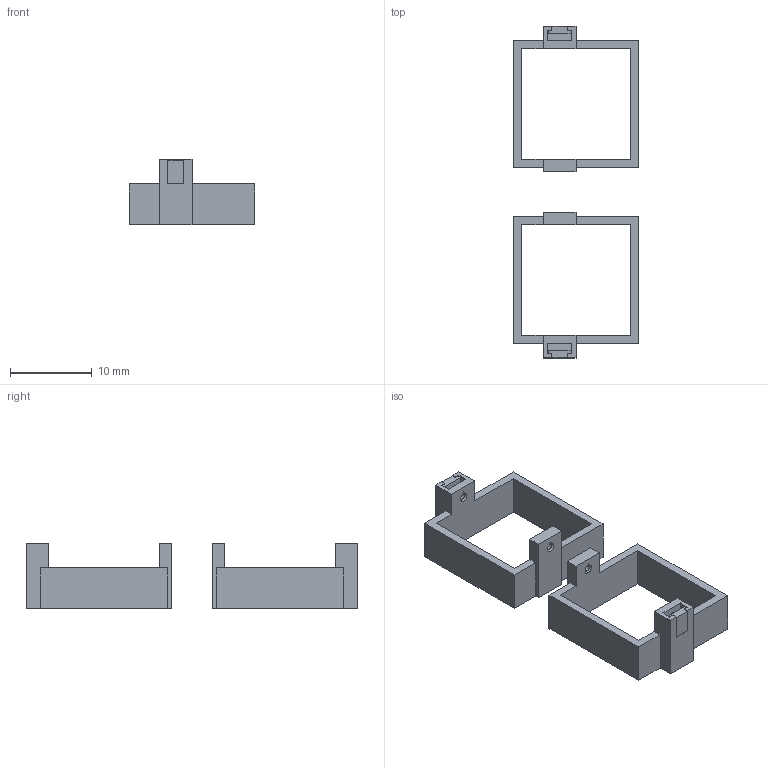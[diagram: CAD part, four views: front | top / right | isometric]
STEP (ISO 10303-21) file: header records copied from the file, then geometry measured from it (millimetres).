
FILE_DESCRIPTION(/* description */ (''),/* implementation_level */ '2;1');
FILE_NAME(/* name */ 'choc_base.step',/* time_stamp */ '2024-05-16T16:59:42-07:00',/* author */ (''),/* organization */ (''),/* preprocessor_version */ 'ST-DEVELOPER v20',/* originating_system */ 'Autodesk Translation Framework v12.20.1.177',/* authorisation */ '');
FILE_SCHEMA (('AUTOMOTIVE_DESIGN { 1 0 10303 214 3 1 1 }'));
Length unit declared in the file: millimetre
Products named in the file (2): lever_keycaps; choc_base
Assembly tree (1 placements, depth 2):
  lever_keycaps
    choc_base
Bounding box: 15.35 x 40.62 x 8 mm (x, y, z)
Volume: 752.5 mm3; surface area: 1708.6 mm2
Topology: 4 solids, 4 shells, 114 faces, 300 edges, 192 vertices
Faces by surface type: plane 102, cone 8, cylinder 4
Entity records: 3502 total; most frequent: CARTESIAN_POINT 609, ORIENTED_EDGE 600, DIRECTION 550, EDGE_CURVE 300, LINE 284, VECTOR 284, VERTEX_POINT 192, AXIS2_PLACEMENT_3D 133
